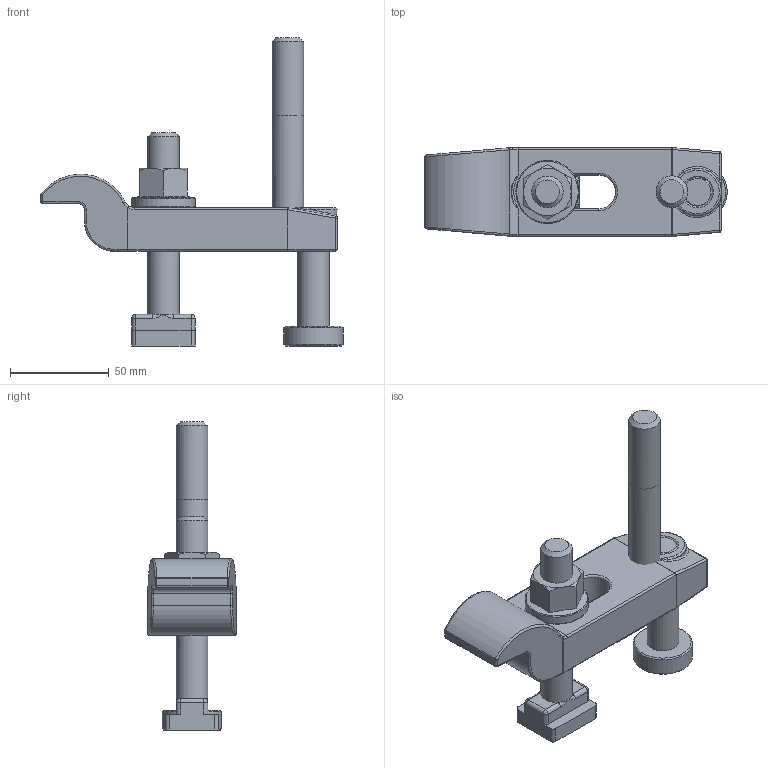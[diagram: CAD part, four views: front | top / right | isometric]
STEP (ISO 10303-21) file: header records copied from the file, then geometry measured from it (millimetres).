
FILE_DESCRIPTION( ( 'Unknown' ), '1' );
FILE_NAME( 'CP28-ZC-60.stp', 'Unknown', ( 'Unknown' ), ( 'Unknown' ), 'XStep 1.0', 'Unknown', ' ' );
FILE_SCHEMA( ( 'CONFIG_CONTROL_DESIGN' ) );
Length unit declared in the file: millimetre
Products named in the file (5): Assem1; 1; 2; 3; 4
Bounding box: 152.95 x 45 x 156 mm (x, y, z)
Volume: 363539.5 mm3; surface area: 79499 mm2
Topology: 8 solids, 8 shells, 344 faces, 788 edges, 414 vertices
Faces by surface type: cylinder 122, plane 78, bspline 50, sphere 44, cone 30, torus 20
Full cylindrical faces by diameter (mm): 14 x4, 16 x4, 30 x2, 32 x2
Entity records: 6370 total; most frequent: CARTESIAN_POINT 2583, DIRECTION 793, ORIENTED_EDGE 696, EDGE_CURVE 348, AXIS2_PLACEMENT_3D 334, VERTEX_POINT 202, EDGE_LOOP 196, FACE_OUTER_BOUND 180
